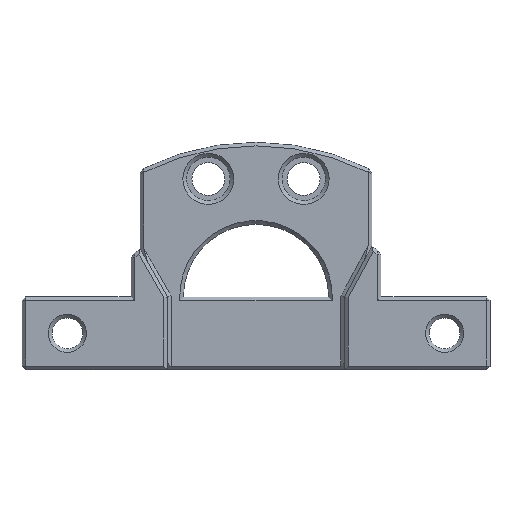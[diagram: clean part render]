
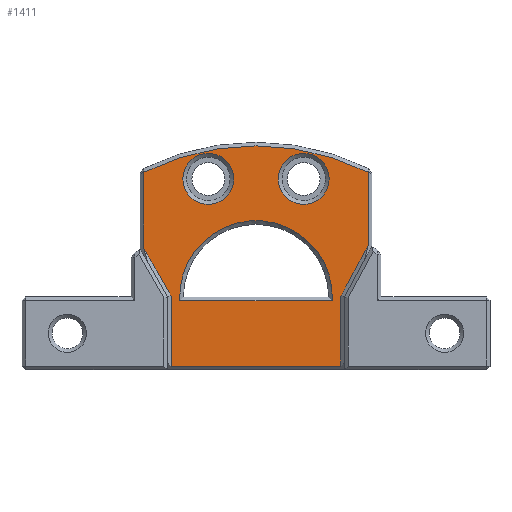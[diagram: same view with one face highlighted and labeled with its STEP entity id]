
A CAD part, top view. The second image highlights one B-rep face of the part: STEP entity #1411.
In plain terms, the highlighted planar face has unit normal (0, 0, 1).
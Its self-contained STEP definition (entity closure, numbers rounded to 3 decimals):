
#55=FACE_BOUND('',#202,.T.);
#56=FACE_BOUND('',#203,.T.);
#57=FACE_BOUND('',#204,.T.);
#67=CIRCLE('',#1520,27.581);
#68=CIRCLE('',#1521,2.8);
#69=CIRCLE('',#1522,8.4);
#70=CIRCLE('',#1523,2.8);
#107=FACE_OUTER_BOUND('',#201,.T.);
#201=EDGE_LOOP('',(#953,#954,#955,#956,#957,#958,#959,#960));
#202=EDGE_LOOP('',(#961));
#203=EDGE_LOOP('',(#962,#963));
#204=EDGE_LOOP('',(#964));
#303=LINE('',#2061,#457);
#305=LINE('',#2065,#459);
#315=LINE('',#2086,#469);
#321=LINE('',#2097,#475);
#322=LINE('',#2100,#476);
#323=LINE('',#2103,#477);
#324=LINE('',#2104,#478);
#325=LINE('',#2109,#479);
#457=VECTOR('',#1647,10.);
#459=VECTOR('',#1651,10.);
#469=VECTOR('',#1667,10.);
#475=VECTOR('',#1675,10.);
#476=VECTOR('',#1678,10.);
#477=VECTOR('',#1681,10.);
#478=VECTOR('',#1682,10.);
#479=VECTOR('',#1685,10.);
#611=VERTEX_POINT('',#2058);
#612=VERTEX_POINT('',#2060);
#613=VERTEX_POINT('',#2064);
#620=VERTEX_POINT('',#2084);
#621=VERTEX_POINT('',#2085);
#625=VERTEX_POINT('',#2095);
#626=VERTEX_POINT('',#2099);
#627=VERTEX_POINT('',#2101);
#628=VERTEX_POINT('',#2105);
#629=VERTEX_POINT('',#2107);
#630=VERTEX_POINT('',#2108);
#631=VERTEX_POINT('',#2111);
#725=EDGE_CURVE('',#611,#612,#303,.T.);
#727=EDGE_CURVE('',#612,#613,#305,.T.);
#737=EDGE_CURVE('',#620,#621,#315,.T.);
#743=EDGE_CURVE('',#625,#620,#321,.T.);
#744=EDGE_CURVE('',#626,#611,#322,.T.);
#745=EDGE_CURVE('',#627,#626,#67,.T.);
#746=EDGE_CURVE('',#621,#627,#323,.T.);
#747=EDGE_CURVE('',#613,#625,#324,.T.);
#748=EDGE_CURVE('',#628,#628,#68,.T.);
#749=EDGE_CURVE('',#629,#630,#325,.T.);
#750=EDGE_CURVE('',#630,#629,#69,.T.);
#751=EDGE_CURVE('',#631,#631,#70,.T.);
#953=ORIENTED_EDGE('',*,*,#725,.F.);
#954=ORIENTED_EDGE('',*,*,#744,.F.);
#955=ORIENTED_EDGE('',*,*,#745,.F.);
#956=ORIENTED_EDGE('',*,*,#746,.F.);
#957=ORIENTED_EDGE('',*,*,#737,.F.);
#958=ORIENTED_EDGE('',*,*,#743,.F.);
#959=ORIENTED_EDGE('',*,*,#747,.F.);
#960=ORIENTED_EDGE('',*,*,#727,.F.);
#961=ORIENTED_EDGE('',*,*,#748,.F.);
#962=ORIENTED_EDGE('',*,*,#749,.F.);
#963=ORIENTED_EDGE('',*,*,#750,.F.);
#964=ORIENTED_EDGE('',*,*,#751,.F.);
#1341=PLANE('',#1519);
#1411=ADVANCED_FACE('',(#107,#55,#56,#57),#1341,.T.);
#1519=AXIS2_PLACEMENT_3D('',#2098,#1676,#1677);
#1520=AXIS2_PLACEMENT_3D('',#2102,#1679,#1680);
#1521=AXIS2_PLACEMENT_3D('',#2106,#1683,#1684);
#1522=AXIS2_PLACEMENT_3D('',#2110,#1686,#1687);
#1523=AXIS2_PLACEMENT_3D('',#2112,#1688,#1689);
#1647=DIRECTION('',(-0.475,-0.88,0.));
#1651=DIRECTION('',(0.,-1.,0.));
#1667=DIRECTION('',(-0.496,0.869,0.));
#1675=DIRECTION('',(0.,1.,0.));
#1676=DIRECTION('center_axis',(0.,0.,1.));
#1677=DIRECTION('ref_axis',(1.,0.,0.));
#1678=DIRECTION('',(0.,-1.,0.));
#1679=DIRECTION('center_axis',(0.,0.,-1.));
#1680=DIRECTION('ref_axis',(0.92,0.391,0.));
#1681=DIRECTION('',(0.,1.,0.));
#1682=DIRECTION('',(-1.,0.,0.));
#1683=DIRECTION('center_axis',(0.,0.,1.));
#1684=DIRECTION('ref_axis',(1.,0.,0.));
#1685=DIRECTION('',(1.,0.,0.));
#1686=DIRECTION('center_axis',(0.,0.,1.));
#1687=DIRECTION('ref_axis',(-1.,0.,0.));
#1688=DIRECTION('center_axis',(0.,0.,1.));
#1689=DIRECTION('ref_axis',(1.,0.,0.));
#2058=CARTESIAN_POINT('',(38.1,13.66,1.));
#2060=CARTESIAN_POINT('',(35.1,8.101,1.));
#2061=CARTESIAN_POINT('',(37.328,12.23,1.));
#2064=CARTESIAN_POINT('',(35.1,0.4,1.));
#2065=CARTESIAN_POINT('',(35.1,12.258,1.));
#2084=CARTESIAN_POINT('',(16.4,8.106,1.));
#2085=CARTESIAN_POINT('',(13.4,13.362,1.));
#2086=CARTESIAN_POINT('',(15.712,9.311,1.));
#2095=CARTESIAN_POINT('',(16.4,0.4,1.));
#2097=CARTESIAN_POINT('',(16.4,8.258,1.));
#2098=CARTESIAN_POINT('Origin',(25.75,16.516,1.));
#2099=CARTESIAN_POINT('',(38.1,21.713,1.));
#2100=CARTESIAN_POINT('',(38.1,12.258,1.));
#2101=CARTESIAN_POINT('',(13.4,21.713,1.));
#2102=CARTESIAN_POINT('Origin',(25.75,-2.949,1.));
#2103=CARTESIAN_POINT('',(13.4,12.258,1.));
#2104=CARTESIAN_POINT('',(12.875,0.4,1.));
#2105=CARTESIAN_POINT('',(28.2,21.,1.));
#2106=CARTESIAN_POINT('Origin',(31.,21.,1.));
#2107=CARTESIAN_POINT('',(17.36,7.6,1.));
#2108=CARTESIAN_POINT('',(34.14,7.6,1.));
#2109=CARTESIAN_POINT('',(38.625,7.6,1.));
#2110=CARTESIAN_POINT('Origin',(25.75,8.,1.));
#2111=CARTESIAN_POINT('',(17.7,21.,1.));
#2112=CARTESIAN_POINT('Origin',(20.5,21.,1.));
